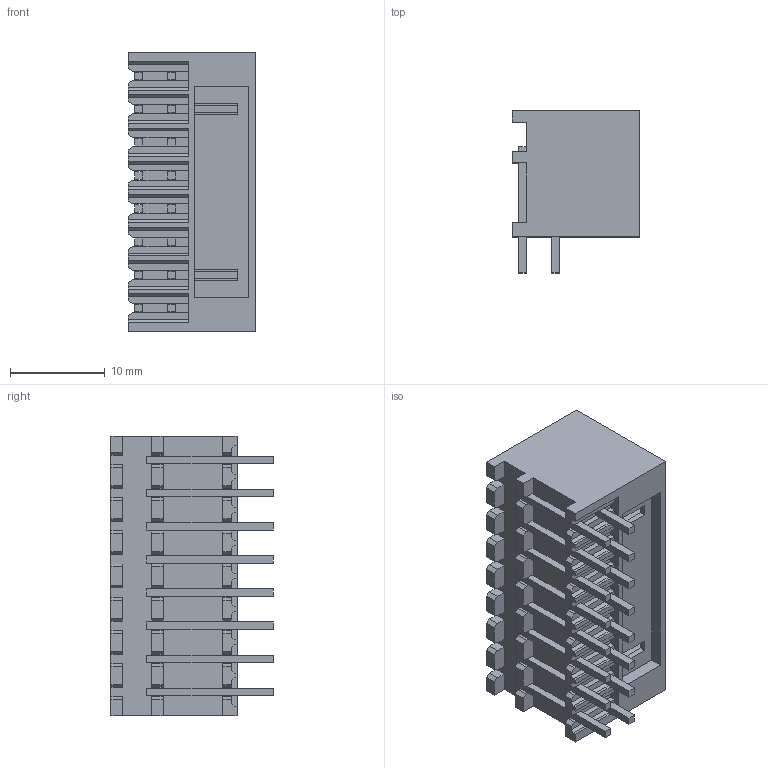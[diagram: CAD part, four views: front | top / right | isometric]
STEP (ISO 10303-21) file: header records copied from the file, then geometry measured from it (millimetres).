
FILE_DESCRIPTION(/* description */ ('STEP AP214'),/* implementation_level */ '2;1');
FILE_NAME(/* name */ '713-1428',/* time_stamp */ '2024-10-25T11:53:29+02:00',/* author */ ('License CC BY-ND 4.0'),/* organization */ ('CADENAS'),/* preprocessor_version */ 'ST-DEVELOPER v19.3',/* originating_system */ 'PARTsolutions',/* authorisation */ ' ');
FILE_SCHEMA (('AUTOMOTIVE_DESIGN {1 0 10303 214 3 1 1}'));
Length unit declared in the file: millimetre
Products named in the file (1): 713-1428
Bounding box: 13.5 x 17.1 x 29.5 mm (x, y, z)
Volume: 3079.9 mm3; surface area: 4941.7 mm2
Topology: 1 solids, 1 shells, 602 faces, 1652 edges, 1096 vertices
Faces by surface type: plane 570, cylinder 32
Entity records: 22978 total; most frequent: CARTESIAN_POINT 3351, ORIENTED_EDGE 3304, DIRECTION 2922, EDGE_CURVE 1652, LINE 1588, VECTOR 1588, VERTEX_POINT 1096, AXIS2_PLACEMENT_3D 667
